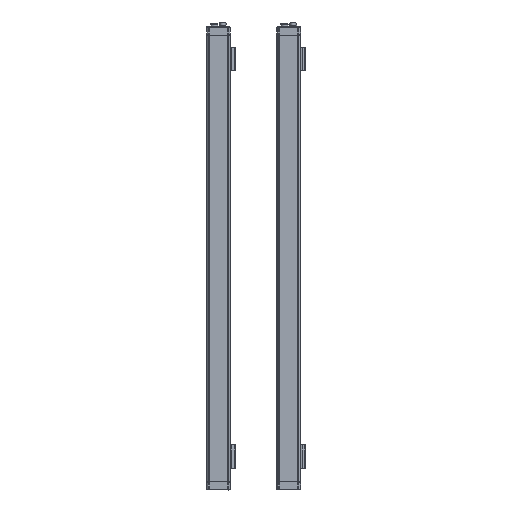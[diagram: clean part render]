
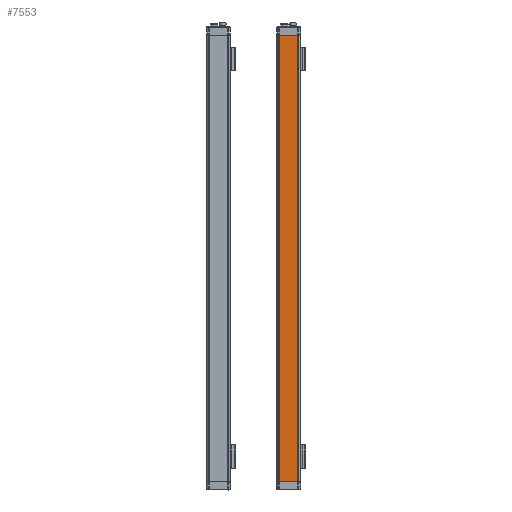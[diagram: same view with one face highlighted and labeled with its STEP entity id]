
A CAD part, top view. The second image highlights one B-rep face of the part: STEP entity #7553.
In plain terms, the highlighted planar face has unit normal (0, 0, 1).
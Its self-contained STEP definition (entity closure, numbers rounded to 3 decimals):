
#7553=ADVANCED_FACE('',(#22019),#22020,.T.);
#22019=FACE_OUTER_BOUND('',#56537,.T.);
#22020=PLANE('',#56538);
#56537=EDGE_LOOP('',(#110241,#110242,#110243,#110244));
#56538=AXIS2_PLACEMENT_3D('',#110245,#110246,#110247);
#110241=ORIENTED_EDGE('',*,*,#131562,.T.);
#110242=ORIENTED_EDGE('',*,*,#131563,.F.);
#110243=ORIENTED_EDGE('',*,*,#131556,.T.);
#110244=ORIENTED_EDGE('',*,*,#131554,.F.);
#110245=CARTESIAN_POINT('',(-146.617,59.054,-307.536));
#110246=DIRECTION('',(0.,0.,1.0));
#110247=DIRECTION('',(0.0,-1.0,0.));
#131554=EDGE_CURVE('',#160385,#160387,#160388,.T.);
#131556=EDGE_CURVE('',#160390,#160387,#160391,.T.);
#131562=EDGE_CURVE('',#160385,#160398,#160400,.T.);
#131563=EDGE_CURVE('',#160390,#160398,#160401,.T.);
#160385=VERTEX_POINT('',#212952);
#160387=VERTEX_POINT('',#212955);
#160388=LINE('',#212956,#212957);
#160390=VERTEX_POINT('',#212960);
#160391=LINE('',#212961,#212962);
#160398=VERTEX_POINT('',#212973);
#160400=LINE('',#212976,#212977);
#160401=LINE('',#212978,#212979);
#212952=CARTESIAN_POINT('',(-109.017,-530.946,-307.536));
#212955=CARTESIAN_POINT('',(-146.617,-530.946,-307.536));
#212956=CARTESIAN_POINT('',(-109.017,-530.946,-307.536));
#212957=VECTOR('',#244859,37.6);
#212960=CARTESIAN_POINT('',(-146.617,407.554,-307.536));
#212961=CARTESIAN_POINT('',(-146.617,59.054,-307.536));
#212962=VECTOR('',#244861,938.5);
#212973=CARTESIAN_POINT('',(-109.017,407.554,-307.536));
#212976=CARTESIAN_POINT('',(-109.017,59.054,-307.536));
#212977=VECTOR('',#244867,938.5);
#212978=CARTESIAN_POINT('',(-146.617,407.554,-307.536));
#212979=VECTOR('',#244868,37.6);
#244859=DIRECTION('',(-1.0,0.,0.));
#244861=DIRECTION('',(0.,-1.0,0.));
#244867=DIRECTION('',(0.,1.0,0.));
#244868=DIRECTION('',(1.0,0.,0.));
